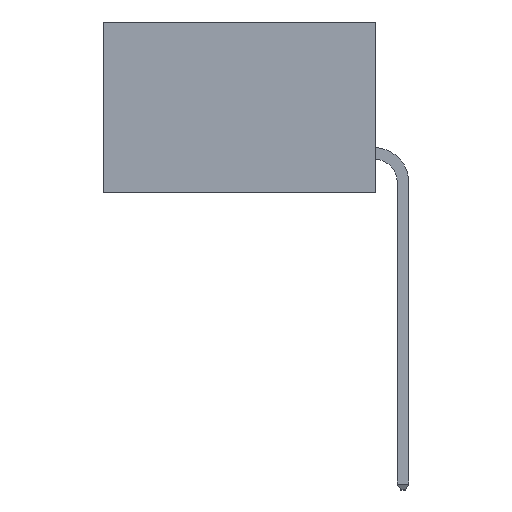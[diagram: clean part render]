
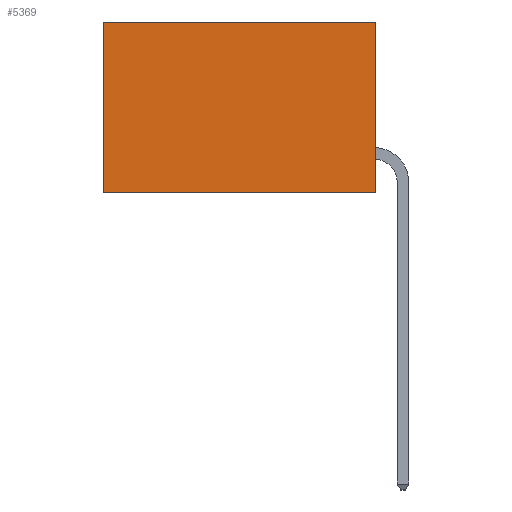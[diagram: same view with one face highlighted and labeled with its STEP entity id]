
A CAD part, left-side view. The second image highlights one B-rep face of the part: STEP entity #5369.
In plain terms, the highlighted planar face has unit normal (-1, 0, 0).
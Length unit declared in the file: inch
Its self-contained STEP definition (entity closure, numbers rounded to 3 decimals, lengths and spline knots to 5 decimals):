
#302 = DIRECTION ( 'NONE',  ( 0., 0., -1. ) ) ;
#332 = CARTESIAN_POINT ( 'NONE',  ( 0.277, 0., -0.37 ) ) ;
#353 = VERTEX_POINT ( 'NONE', #9400 ) ;
#577 = LINE ( 'NONE', #332, #6961 ) ;
#720 = LINE ( 'NONE', #2720, #8342 ) ;
#2073 = FACE_OUTER_BOUND ( 'NONE', #7074, .T. ) ;
#2115 = CARTESIAN_POINT ( 'NONE',  ( 0.277, 0.59, 0. ) ) ;
#2328 = VECTOR ( 'NONE', #2947, 39.37008 ) ;
#2662 = DIRECTION ( 'NONE',  ( 0., 1., 0. ) ) ;
#2720 = CARTESIAN_POINT ( 'NONE',  ( 0.277, 0., -0.37 ) ) ;
#2856 = CARTESIAN_POINT ( 'NONE',  ( 0.277, 0., 0. ) ) ;
#2947 = DIRECTION ( 'NONE',  ( 0., 1., 0. ) ) ;
#3243 = CARTESIAN_POINT ( 'NONE',  ( 0.277, 0.59, -0.37 ) ) ;
#4233 = VERTEX_POINT ( 'NONE', #6702 ) ;
#4936 = LINE ( 'NONE', #3243, #9068 ) ;
#4955 = EDGE_CURVE ( 'NONE', #8114, #5902, #6542, .T. ) ;
#5369 = ADVANCED_FACE ( 'NONE', ( #2073 ), #9106, .F. ) ;
#5902 = VERTEX_POINT ( 'NONE', #2115 ) ;
#6115 = CARTESIAN_POINT ( 'NONE',  ( 0.277, 0., 0. ) ) ;
#6542 = LINE ( 'NONE', #2856, #2328 ) ;
#6701 = ORIENTED_EDGE ( 'NONE', *, *, #9407, .T. ) ;
#6702 = CARTESIAN_POINT ( 'NONE',  ( 0.277, 0.59, -0.37 ) ) ;
#6741 = ORIENTED_EDGE ( 'NONE', *, *, #6776, .F. ) ;
#6773 = ORIENTED_EDGE ( 'NONE', *, *, #7053, .F. ) ;
#6776 = EDGE_CURVE ( 'NONE', #353, #4233, #720, .T. ) ;
#6844 = ORIENTED_EDGE ( 'NONE', *, *, #4955, .T. ) ;
#6961 = VECTOR ( 'NONE', #302, 39.37008 ) ;
#7053 = EDGE_CURVE ( 'NONE', #8114, #353, #577, .T. ) ;
#7074 = EDGE_LOOP ( 'NONE', ( #6701, #6741, #6773, #6844 ) ) ;
#7730 = AXIS2_PLACEMENT_3D ( 'NONE', #8930, #9186, #9184 ) ;
#8114 = VERTEX_POINT ( 'NONE', #6115 ) ;
#8342 = VECTOR ( 'NONE', #2662, 39.37008 ) ;
#8436 = DIRECTION ( 'NONE',  ( 0., 0., -1. ) ) ;
#8930 = CARTESIAN_POINT ( 'NONE',  ( 0.277, 0., -0.37 ) ) ;
#9068 = VECTOR ( 'NONE', #8436, 39.37008 ) ;
#9106 = PLANE ( 'NONE',  #7730 ) ;
#9184 = DIRECTION ( 'NONE',  ( 0., 0., -1. ) ) ;
#9186 = DIRECTION ( 'NONE',  ( 1., 0., 0. ) ) ;
#9400 = CARTESIAN_POINT ( 'NONE',  ( 0.277, 0., -0.37 ) ) ;
#9407 = EDGE_CURVE ( 'NONE', #5902, #4233, #4936, .T. ) ;
